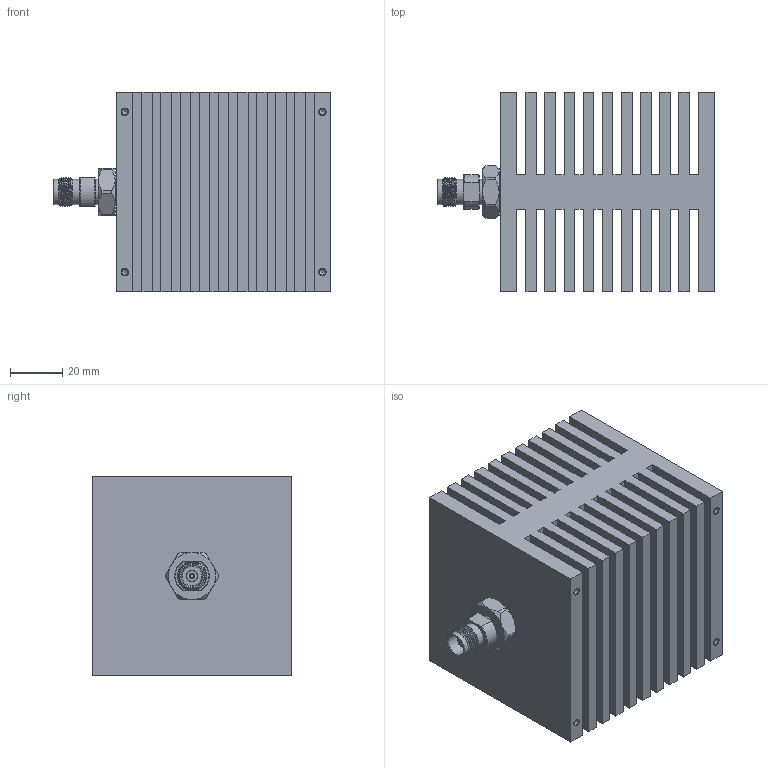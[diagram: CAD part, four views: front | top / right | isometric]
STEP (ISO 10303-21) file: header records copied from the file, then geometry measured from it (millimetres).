
FILE_DESCRIPTION (( 'STEP AP203' ), '1' );
FILE_NAME ('PE6216.step', '2019-10-11T18:30:26', ( '' ), ( '' ), 'SwSTEP 2.0', 'SolidWorks 2018', '' );
FILE_SCHEMA (( 'CONFIG_CONTROL_DESIGN' ));
Length unit declared in the file: inch
Products named in the file (1): PE6216
Bounding box: 105.92 x 76.2 x 76.2 mm (x, y, z)
Volume: 320751.1 mm3; surface area: 130720.2 mm2
Topology: 1 solids, 1 shells, 211 faces, 540 edges, 349 vertices
Faces by surface type: plane 136, cylinder 36, cone 34, bspline 3, torus 2
Full cylindrical faces by diameter (mm): 1.346 x1, 1.854 x1, 2.261 x8, 2.845 x8, 4.572 x1, 7.572 x1, 9.652 x3
Entity records: 7758 total; most frequent: CARTESIAN_POINT 2909, ORIENTED_EDGE 966, DIRECTION 944, EDGE_CURVE 483, VERTEX_POINT 331, AXIS2_PLACEMENT_3D 316, LINE 312, VECTOR 312
